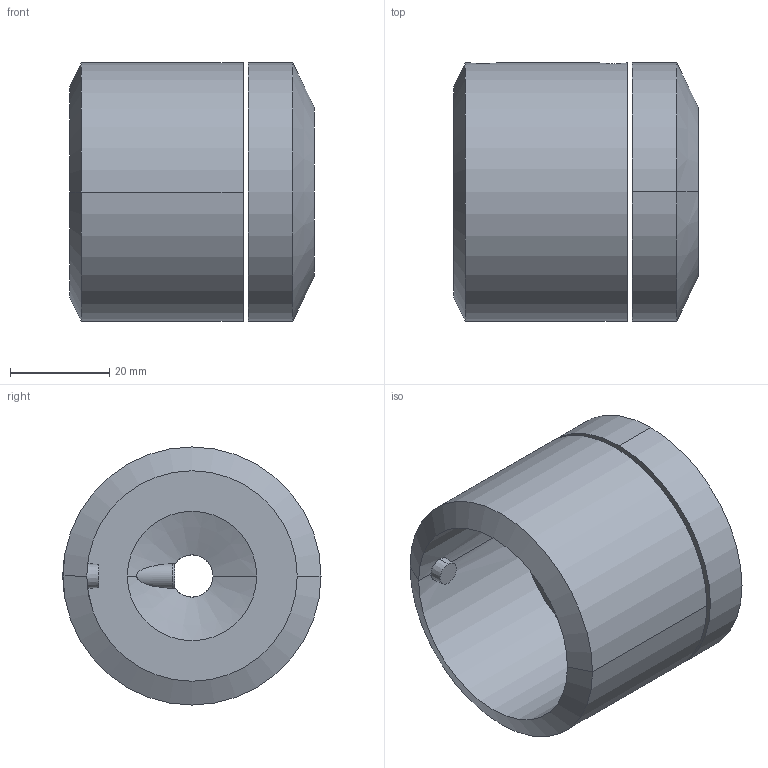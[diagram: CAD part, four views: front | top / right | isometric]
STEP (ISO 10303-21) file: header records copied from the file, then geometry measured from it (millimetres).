
FILE_DESCRIPTION (( 'STEP AP203' ), '1' );
FILE_NAME ('3D_GT3542_Flach x 42.4_188734320.STEP', '2024-10-21T15:32:15', ( '' ), ( '' ), 'SwSTEP 2.0', 'SolidWorks 2023', '' );
FILE_SCHEMA (( 'CONFIG_CONTROL_DESIGN' ));
Length unit declared in the file: millimetre
Products named in the file (1): 3D_GT3542_Flach x 42.4_188734320
Bounding box: 49.28 x 52 x 52 mm (x, y, z)
Volume: 56283.5 mm3; surface area: 19757.6 mm2
Topology: 2 solids, 2 shells, 63 faces, 149 edges, 90 vertices
Faces by surface type: cylinder 22, plane 21, cone 14, bspline 4, torus 2
Entity records: 4754 total; most frequent: CARTESIAN_POINT 3267, ORIENTED_EDGE 294, DIRECTION 285, EDGE_CURVE 147, AXIS2_PLACEMENT_3D 108, VERTEX_POINT 90, VECTOR 69, LINE 69
